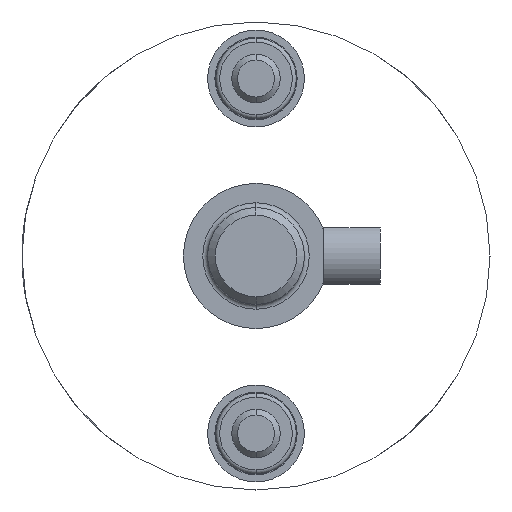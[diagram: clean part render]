
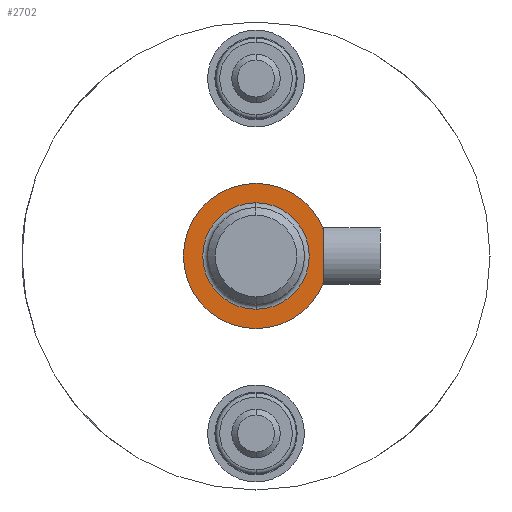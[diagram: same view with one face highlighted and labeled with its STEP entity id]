
A CAD part, left-side view. The second image highlights one B-rep face of the part: STEP entity #2702.
In plain terms, the highlighted face is planar.
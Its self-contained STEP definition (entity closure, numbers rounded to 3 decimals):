
#116 = VERTEX_POINT ( 'NONE', #798 ) ;
#178 = AXIS2_PLACEMENT_3D ( 'NONE', #2111, #823, #2158 ) ;
#348 = DIRECTION ( 'NONE',  ( 1., 0., 0. ) ) ;
#379 = DIRECTION ( 'NONE',  ( 0., 0., -1. ) ) ;
#418 = DIRECTION ( 'NONE',  ( -1., 0., 0. ) ) ;
#443 = CIRCLE ( 'NONE', #2141, 6.6 ) ;
#541 = AXIS2_PLACEMENT_3D ( 'NONE', #1015, #348, #810 ) ;
#595 = CARTESIAN_POINT ( 'NONE',  ( 12., 0., -9. ) ) ;
#644 = EDGE_LOOP ( 'NONE', ( #2022, #883 ) ) ;
#681 = DIRECTION ( 'NONE',  ( -1., 0., 0. ) ) ;
#798 = CARTESIAN_POINT ( 'NONE',  ( 12., 0., 6.6 ) ) ;
#810 = DIRECTION ( 'NONE',  ( 0., 0., -1. ) ) ;
#813 = CIRCLE ( 'NONE', #1997, 6.6 ) ;
#823 = DIRECTION ( 'NONE',  ( -1., 0., 0. ) ) ;
#883 = ORIENTED_EDGE ( 'NONE', *, *, #905, .T. ) ;
#905 = EDGE_CURVE ( 'NONE', #116, #1949, #443, .T. ) ;
#921 = DIRECTION ( 'NONE',  ( 0., 0., -1. ) ) ;
#966 = CARTESIAN_POINT ( 'NONE',  ( 12., 0., -6.6 ) ) ;
#974 = FACE_BOUND ( 'NONE', #644, .T. ) ;
#1015 = CARTESIAN_POINT ( 'NONE',  ( 12., 9., 0. ) ) ;
#1130 = CIRCLE ( 'NONE', #2370, 9. ) ;
#1215 = EDGE_CURVE ( 'NONE', #1663, #2278, #1130, .T. ) ;
#1323 = DIRECTION ( 'NONE',  ( 0., 0., 1. ) ) ;
#1430 = PLANE ( 'NONE',  #541 ) ;
#1465 = ORIENTED_EDGE ( 'NONE', *, *, #2108, .F. ) ;
#1470 = CARTESIAN_POINT ( 'NONE',  ( 12., 0., 0. ) ) ;
#1663 = VERTEX_POINT ( 'NONE', #1816 ) ;
#1718 = CIRCLE ( 'NONE', #178, 9. ) ;
#1816 = CARTESIAN_POINT ( 'NONE',  ( 12., 0., 9. ) ) ;
#1949 = VERTEX_POINT ( 'NONE', #966 ) ;
#1997 = AXIS2_PLACEMENT_3D ( 'NONE', #1470, #418, #379 ) ;
#2022 = ORIENTED_EDGE ( 'NONE', *, *, #2216, .T. ) ;
#2108 = EDGE_CURVE ( 'NONE', #2278, #1663, #1718, .T. ) ;
#2111 = CARTESIAN_POINT ( 'NONE',  ( 12., 0., 0. ) ) ;
#2141 = AXIS2_PLACEMENT_3D ( 'NONE', #2204, #681, #921 ) ;
#2158 = DIRECTION ( 'NONE',  ( 0., 0., 1. ) ) ;
#2204 = CARTESIAN_POINT ( 'NONE',  ( 12., 0., 0. ) ) ;
#2210 = DIRECTION ( 'NONE',  ( -1., 0., 0. ) ) ;
#2216 = EDGE_CURVE ( 'NONE', #1949, #116, #813, .T. ) ;
#2278 = VERTEX_POINT ( 'NONE', #595 ) ;
#2370 = AXIS2_PLACEMENT_3D ( 'NONE', #2430, #2210, #1323 ) ;
#2430 = CARTESIAN_POINT ( 'NONE',  ( 12., 0., 0. ) ) ;
#2440 = EDGE_LOOP ( 'NONE', ( #2749, #1465 ) ) ;
#2458 = FACE_OUTER_BOUND ( 'NONE', #2440, .T. ) ;
#2702 = ADVANCED_FACE ( 'NONE', ( #974, #2458 ), #1430, .T. ) ;
#2749 = ORIENTED_EDGE ( 'NONE', *, *, #1215, .F. ) ;
